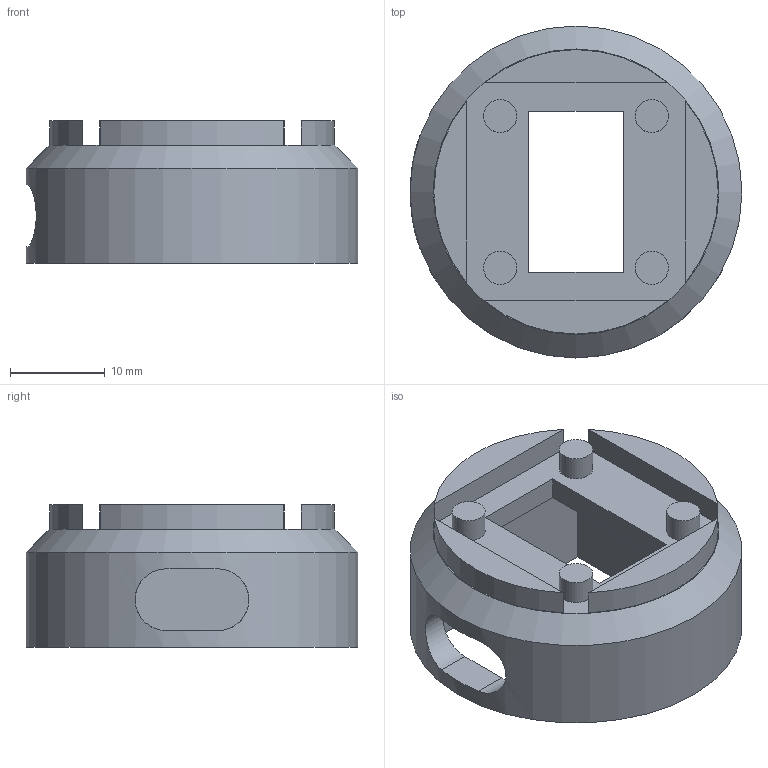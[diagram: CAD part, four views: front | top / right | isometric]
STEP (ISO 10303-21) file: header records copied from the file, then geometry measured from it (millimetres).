
FILE_DESCRIPTION(('FreeCAD Model'),'2;1');
FILE_NAME('Open CASCADE Shape Model','2025-08-10T00:26:15',('Author'),( ''),'Open CASCADE STEP processor 7.9','FreeCAD','Unknown');
FILE_SCHEMA(('AUTOMOTIVE_DESIGN { 1 0 10303 214 1 1 1 1 }'));
Length unit declared in the file: millimetre
Products named in the file (1): Body
Bounding box: 35 x 35 x 15 mm (x, y, z)
Volume: 7434.4 mm3; surface area: 4225.6 mm2
Topology: 1 solids, 1 shells, 37 faces, 79 edges, 53 vertices
Faces by surface type: plane 25, cylinder 11, cone 1
Full cylindrical faces by diameter (mm): 3.5 x4, 35 x1
Entity records: 1095 total; most frequent: CARTESIAN_POINT 236, DIRECTION 176, ORIENTED_EDGE 158, EDGE_CURVE 79, AXIS2_PLACEMENT_3D 62, VERTEX_POINT 53, LINE 52, VECTOR 52
